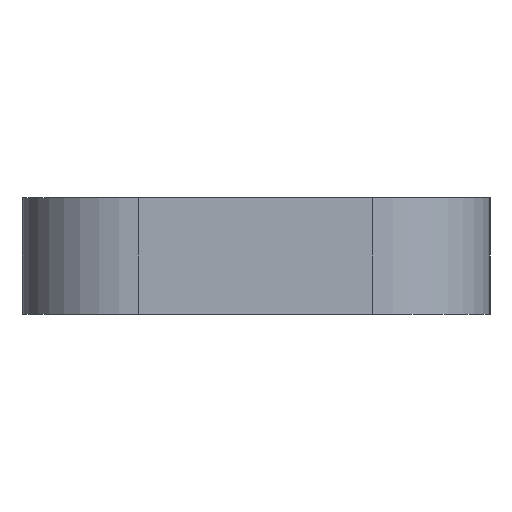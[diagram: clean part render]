
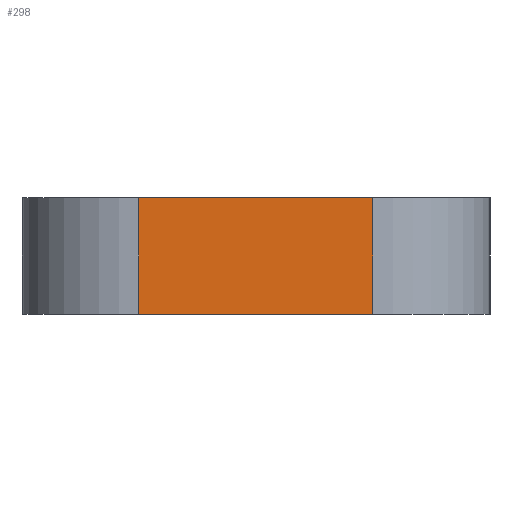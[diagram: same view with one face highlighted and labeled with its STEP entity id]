
A CAD part, left-side view. The second image highlights one B-rep face of the part: STEP entity #298.
In plain terms, the highlighted planar face has unit normal (-1, 0, 0).
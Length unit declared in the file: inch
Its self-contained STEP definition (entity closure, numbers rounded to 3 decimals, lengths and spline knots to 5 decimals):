
#8 = EDGE_CURVE ( 'NONE', #386, #190, #169, .T. ) ;
#19 = LINE ( 'NONE', #401, #575 ) ;
#36 = ORIENTED_EDGE ( 'NONE', *, *, #284, .T. ) ;
#124 = LINE ( 'NONE', #712, #128 ) ;
#128 = VECTOR ( 'NONE', #235, 39.37008 ) ;
#169 = LINE ( 'NONE', #581, #451 ) ;
#174 = VECTOR ( 'NONE', #490, 39.37008 ) ;
#190 = VERTEX_POINT ( 'NONE', #365 ) ;
#207 = CARTESIAN_POINT ( 'NONE',  ( -4.625, 12.25, 1. ) ) ;
#211 = PLANE ( 'NONE',  #638 ) ;
#235 = DIRECTION ( 'NONE',  ( 0., 0., -1. ) ) ;
#284 = EDGE_CURVE ( 'NONE', #190, #412, #607, .T. ) ;
#298 = ADVANCED_FACE ( 'NONE', ( #309 ), #211, .F. ) ;
#303 = VERTEX_POINT ( 'NONE', #314 ) ;
#309 = FACE_OUTER_BOUND ( 'NONE', #513, .T. ) ;
#314 = CARTESIAN_POINT ( 'NONE',  ( -4.625, 12.25, 1.25 ) ) ;
#324 = CARTESIAN_POINT ( 'NONE',  ( -4.625, 12.75, 1.25 ) ) ;
#359 = ORIENTED_EDGE ( 'NONE', *, *, #554, .F. ) ;
#365 = CARTESIAN_POINT ( 'NONE',  ( -4.625, 12.75, 1. ) ) ;
#372 = ORIENTED_EDGE ( 'NONE', *, *, #673, .F. ) ;
#386 = VERTEX_POINT ( 'NONE', #324 ) ;
#399 = DIRECTION ( 'NONE',  ( 0., 0., -1. ) ) ;
#401 = CARTESIAN_POINT ( 'NONE',  ( -4.625, 12.25, 1.25 ) ) ;
#412 = VERTEX_POINT ( 'NONE', #512 ) ;
#434 = CARTESIAN_POINT ( 'NONE',  ( -4.625, 12.25, 1.25 ) ) ;
#451 = VECTOR ( 'NONE', #399, 39.37008 ) ;
#490 = DIRECTION ( 'NONE',  ( 0., -1., 0. ) ) ;
#512 = CARTESIAN_POINT ( 'NONE',  ( -4.625, 12.25, 1. ) ) ;
#513 = EDGE_LOOP ( 'NONE', ( #36, #359, #372, #659 ) ) ;
#552 = DIRECTION ( 'NONE',  ( 0., 0., -1. ) ) ;
#554 = EDGE_CURVE ( 'NONE', #303, #412, #124, .T. ) ;
#575 = VECTOR ( 'NONE', #580, 39.37008 ) ;
#580 = DIRECTION ( 'NONE',  ( 0., -1., 0. ) ) ;
#581 = CARTESIAN_POINT ( 'NONE',  ( -4.625, 12.75, 1.25 ) ) ;
#607 = LINE ( 'NONE', #207, #174 ) ;
#638 = AXIS2_PLACEMENT_3D ( 'NONE', #434, #674, #552 ) ;
#659 = ORIENTED_EDGE ( 'NONE', *, *, #8, .T. ) ;
#673 = EDGE_CURVE ( 'NONE', #386, #303, #19, .T. ) ;
#674 = DIRECTION ( 'NONE',  ( 1., 0., 0. ) ) ;
#712 = CARTESIAN_POINT ( 'NONE',  ( -4.625, 12.25, 1.25 ) ) ;
